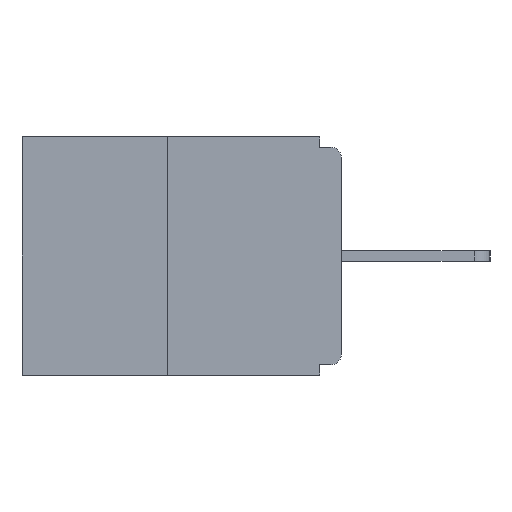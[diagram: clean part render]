
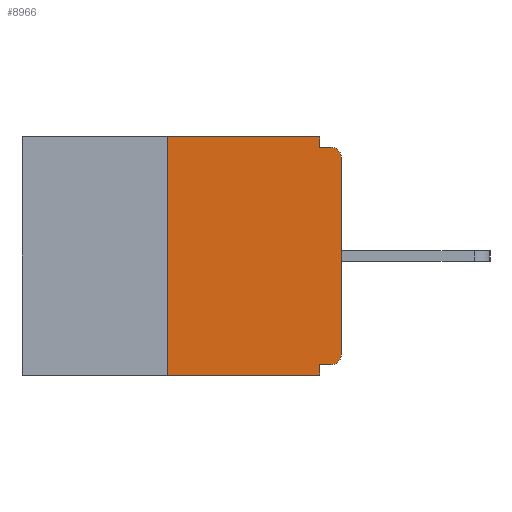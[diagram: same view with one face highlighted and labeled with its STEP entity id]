
A CAD part, left-side view. The second image highlights one B-rep face of the part: STEP entity #8966.
In plain terms, the highlighted planar face has unit normal (-1, 0, 0).
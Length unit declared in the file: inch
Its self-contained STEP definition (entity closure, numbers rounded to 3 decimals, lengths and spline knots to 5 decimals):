
#36 = DIRECTION ( 'NONE',  ( 0., 0., -1. ) ) ;
#119 = CARTESIAN_POINT ( 'NONE',  ( 0., 0.031, -0.343 ) ) ;
#193 = LINE ( 'NONE', #9157, #15581 ) ;
#1541 = ORIENTED_EDGE ( 'NONE', *, *, #11742, .F. ) ;
#1817 = VERTEX_POINT ( 'NONE', #11388 ) ;
#1872 = CARTESIAN_POINT ( 'NONE',  ( 0., 0.25, -0.343 ) ) ;
#2050 = DIRECTION ( 'NONE',  ( -1., 0., 0. ) ) ;
#2235 = CARTESIAN_POINT ( 'NONE',  ( 0., 0., -0.313 ) ) ;
#2307 = DIRECTION ( 'NONE',  ( 0., 0., -1. ) ) ;
#2509 = EDGE_CURVE ( 'NONE', #3738, #14177, #13504, .T. ) ;
#2880 = VERTEX_POINT ( 'NONE', #2235 ) ;
#2882 = DIRECTION ( 'NONE',  ( 0., 1., 0. ) ) ;
#3318 = VERTEX_POINT ( 'NONE', #16028 ) ;
#3595 = CARTESIAN_POINT ( 'NONE',  ( 0., 0.015, -0.313 ) ) ;
#3630 = CARTESIAN_POINT ( 'NONE',  ( 0., 0.25, 0. ) ) ;
#3667 = ORIENTED_EDGE ( 'NONE', *, *, #12147, .T. ) ;
#3738 = VERTEX_POINT ( 'NONE', #15927 ) ;
#4029 = LINE ( 'NONE', #10274, #8272 ) ;
#4070 = ORIENTED_EDGE ( 'NONE', *, *, #8555, .F. ) ;
#4187 = LINE ( 'NONE', #7804, #10932 ) ;
#4450 = EDGE_CURVE ( 'NONE', #1817, #2880, #13178, .T. ) ;
#4572 = AXIS2_PLACEMENT_3D ( 'NONE', #12062, #12394, #2307 ) ;
#4728 = ORIENTED_EDGE ( 'NONE', *, *, #10455, .F. ) ;
#4756 = VERTEX_POINT ( 'NONE', #1872 ) ;
#4794 = CARTESIAN_POINT ( 'NONE',  ( 0., 0.25, 0. ) ) ;
#4825 = PLANE ( 'NONE',  #4572 ) ;
#5331 = EDGE_CURVE ( 'NONE', #2880, #12346, #4029, .T. ) ;
#5638 = LINE ( 'NONE', #9273, #9871 ) ;
#5783 = EDGE_LOOP ( 'NONE', ( #7281, #4070, #12463, #5998, #1541, #9355, #13279, #3667, #11468, #4728 ) ) ;
#5900 = LINE ( 'NONE', #10912, #11502 ) ;
#5991 = CARTESIAN_POINT ( 'NONE',  ( 0., 0.031, 0. ) ) ;
#5998 = ORIENTED_EDGE ( 'NONE', *, *, #14506, .F. ) ;
#6280 = DIRECTION ( 'NONE',  ( 0., 0., -1. ) ) ;
#6322 = EDGE_CURVE ( 'NONE', #14321, #12352, #193, .T. ) ;
#6634 = DIRECTION ( 'NONE',  ( 0., 0., -1. ) ) ;
#7146 = CARTESIAN_POINT ( 'NONE',  ( 0., 0., -0.03 ) ) ;
#7247 = CARTESIAN_POINT ( 'NONE',  ( 0., 0., -0.015 ) ) ;
#7281 = ORIENTED_EDGE ( 'NONE', *, *, #6322, .F. ) ;
#7383 = FACE_OUTER_BOUND ( 'NONE', #5783, .T. ) ;
#7513 = LINE ( 'NONE', #119, #10282 ) ;
#7804 = CARTESIAN_POINT ( 'NONE',  ( 0., 0., -0.328 ) ) ;
#7983 = DIRECTION ( 'NONE',  ( 0., -1., 0. ) ) ;
#8101 = CIRCLE ( 'NONE', #12582, 0.015 ) ;
#8184 = DIRECTION ( 'NONE',  ( 0., 0., -1. ) ) ;
#8191 = AXIS2_PLACEMENT_3D ( 'NONE', #3595, #13698, #6280 ) ;
#8272 = VECTOR ( 'NONE', #15313, 39.37008 ) ;
#8555 = EDGE_CURVE ( 'NONE', #4756, #14321, #9712, .T. ) ;
#8966 = ADVANCED_FACE ( 'NONE', ( #7383 ), #4825, .F. ) ;
#9157 = CARTESIAN_POINT ( 'NONE',  ( 0., 0.46, 0. ) ) ;
#9273 = CARTESIAN_POINT ( 'NONE',  ( 0., 0.031, 0. ) ) ;
#9355 = ORIENTED_EDGE ( 'NONE', *, *, #4450, .T. ) ;
#9712 = LINE ( 'NONE', #3630, #14555 ) ;
#9871 = VECTOR ( 'NONE', #6634, 39.37008 ) ;
#10274 = CARTESIAN_POINT ( 'NONE',  ( 0., 0., 0. ) ) ;
#10282 = VECTOR ( 'NONE', #36, 39.37008 ) ;
#10455 = EDGE_CURVE ( 'NONE', #12352, #3738, #5638, .T. ) ;
#10467 = VERTEX_POINT ( 'NONE', #15772 ) ;
#10912 = CARTESIAN_POINT ( 'NONE',  ( 0., 0.46, -0.343 ) ) ;
#10932 = VECTOR ( 'NONE', #2882, 39.37008 ) ;
#11388 = CARTESIAN_POINT ( 'NONE',  ( 0., 0.015, -0.328 ) ) ;
#11468 = ORIENTED_EDGE ( 'NONE', *, *, #2509, .F. ) ;
#11502 = VECTOR ( 'NONE', #14729, 39.37008 ) ;
#11742 = EDGE_CURVE ( 'NONE', #1817, #3318, #4187, .T. ) ;
#11931 = EDGE_CURVE ( 'NONE', #4756, #10467, #5900, .T. ) ;
#12062 = CARTESIAN_POINT ( 'NONE',  ( 0., 0.46, 0. ) ) ;
#12147 = EDGE_CURVE ( 'NONE', #12346, #14177, #8101, .T. ) ;
#12250 = DIRECTION ( 'NONE',  ( 0., -1., 0. ) ) ;
#12346 = VERTEX_POINT ( 'NONE', #7146 ) ;
#12352 = VERTEX_POINT ( 'NONE', #5991 ) ;
#12394 = DIRECTION ( 'NONE',  ( 1., 0., 0. ) ) ;
#12463 = ORIENTED_EDGE ( 'NONE', *, *, #11931, .T. ) ;
#12582 = AXIS2_PLACEMENT_3D ( 'NONE', #13363, #2050, #8184 ) ;
#13178 = CIRCLE ( 'NONE', #8191, 0.015 ) ;
#13198 = CARTESIAN_POINT ( 'NONE',  ( 0., 0.015, -0.015 ) ) ;
#13279 = ORIENTED_EDGE ( 'NONE', *, *, #5331, .T. ) ;
#13363 = CARTESIAN_POINT ( 'NONE',  ( 0., 0.015, -0.03 ) ) ;
#13496 = DIRECTION ( 'NONE',  ( 0., 0., 1. ) ) ;
#13504 = LINE ( 'NONE', #7247, #15827 ) ;
#13698 = DIRECTION ( 'NONE',  ( -1., 0., 0. ) ) ;
#14177 = VERTEX_POINT ( 'NONE', #13198 ) ;
#14321 = VERTEX_POINT ( 'NONE', #4794 ) ;
#14506 = EDGE_CURVE ( 'NONE', #3318, #10467, #7513, .T. ) ;
#14555 = VECTOR ( 'NONE', #13496, 39.37008 ) ;
#14729 = DIRECTION ( 'NONE',  ( 0., -1., 0. ) ) ;
#15313 = DIRECTION ( 'NONE',  ( 0., 0., 1. ) ) ;
#15581 = VECTOR ( 'NONE', #7983, 39.37008 ) ;
#15772 = CARTESIAN_POINT ( 'NONE',  ( 0., 0.031, -0.343 ) ) ;
#15827 = VECTOR ( 'NONE', #12250, 39.37008 ) ;
#15927 = CARTESIAN_POINT ( 'NONE',  ( 0., 0.031, -0.015 ) ) ;
#16028 = CARTESIAN_POINT ( 'NONE',  ( 0., 0.031, -0.328 ) ) ;
